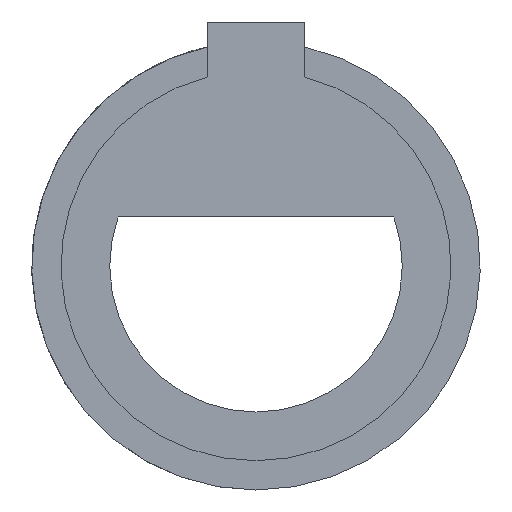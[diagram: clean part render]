
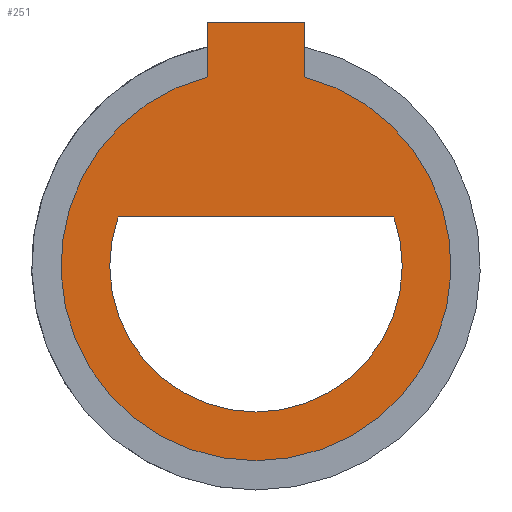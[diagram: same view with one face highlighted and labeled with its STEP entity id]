
A CAD part, left-side view. The second image highlights one B-rep face of the part: STEP entity #251.
In plain terms, the highlighted planar face has unit normal (-1, 0, 0).
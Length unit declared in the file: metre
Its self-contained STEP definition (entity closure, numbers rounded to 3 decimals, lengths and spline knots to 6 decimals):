
#23=PLANE('',#283);
#31=CIRCLE('',#275,0.0075);
#34=CIRCLE('',#279,0.01);
#64=ORIENTED_EDGE('',*,*,#126,.T.);
#65=ORIENTED_EDGE('',*,*,#109,.T.);
#66=ORIENTED_EDGE('',*,*,#114,.F.);
#67=ORIENTED_EDGE('',*,*,#124,.F.);
#68=ORIENTED_EDGE('',*,*,#121,.T.);
#69=ORIENTED_EDGE('',*,*,#118,.T.);
#109=EDGE_CURVE('',#143,#142,#31,.T.);
#114=EDGE_CURVE('',#147,#148,#34,.T.);
#118=EDGE_CURVE('',#151,#148,#168,.T.);
#121=EDGE_CURVE('',#153,#151,#171,.T.);
#124=EDGE_CURVE('',#153,#147,#174,.T.);
#126=EDGE_CURVE('',#142,#143,#176,.T.);
#142=VERTEX_POINT('',#380);
#143=VERTEX_POINT('',#382);
#147=VERTEX_POINT('',#391);
#148=VERTEX_POINT('',#393);
#151=VERTEX_POINT('',#401);
#153=VERTEX_POINT('',#407);
#168=LINE('',#400,#190);
#171=LINE('',#406,#193);
#174=LINE('',#412,#196);
#176=LINE('',#415,#198);
#190=VECTOR('',#322,1.);
#193=VECTOR('',#327,1.);
#196=VECTOR('',#332,1.);
#198=VECTOR('',#336,1.);
#211=EDGE_LOOP('',(#64,#65));
#212=EDGE_LOOP('',(#66,#67,#68,#69));
#229=FACE_BOUND('',#211,.T.);
#230=FACE_BOUND('',#212,.T.);
#251=ADVANCED_FACE('',(#229,#230),#23,.F.);
#275=AXIS2_PLACEMENT_3D('',#381,#305,#306);
#279=AXIS2_PLACEMENT_3D('',#392,#315,#316);
#283=AXIS2_PLACEMENT_3D('',#414,#334,#335);
#305=DIRECTION('',(1.,0.,0.));
#306=DIRECTION('',(0.,0.,-1.));
#315=DIRECTION('',(1.,0.,0.));
#316=DIRECTION('',(0.,0.,-1.));
#322=DIRECTION('',(0.,0.,-1.));
#327=DIRECTION('',(0.,1.,0.));
#332=DIRECTION('',(0.,0.,-1.));
#334=DIRECTION('',(1.,0.,0.));
#335=DIRECTION('',(0.,1.,0.));
#336=DIRECTION('',(0.,-1.,0.));
#380=CARTESIAN_POINT('',(-0.006,0.007071,0.0025));
#381=CARTESIAN_POINT('',(-0.006,0.,0.));
#382=CARTESIAN_POINT('',(-0.006,-0.007071,0.0025));
#391=CARTESIAN_POINT('',(-0.006,-0.0025,0.009682));
#392=CARTESIAN_POINT('',(-0.006,0.,0.));
#393=CARTESIAN_POINT('',(-0.006,0.0025,0.009682));
#400=CARTESIAN_POINT('',(-0.006,0.0025,0.010454));
#401=CARTESIAN_POINT('',(-0.006,0.0025,0.0125));
#406=CARTESIAN_POINT('',(-0.006,0.,0.0125));
#407=CARTESIAN_POINT('',(-0.006,-0.0025,0.0125));
#412=CARTESIAN_POINT('',(-0.006,-0.0025,0.010454));
#414=CARTESIAN_POINT('',(-0.006,0.,0.0005));
#415=CARTESIAN_POINT('',(-0.006,0.,0.0025));
